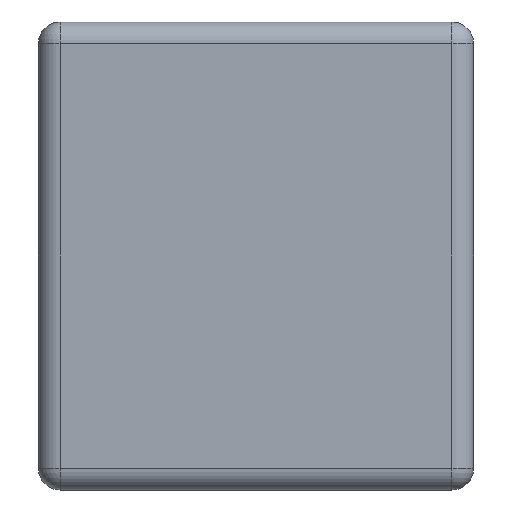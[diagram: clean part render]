
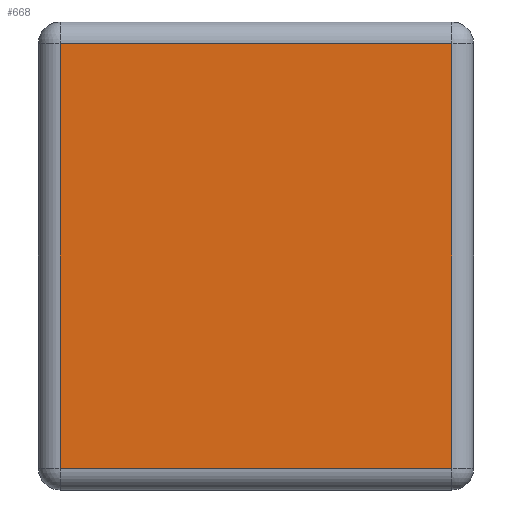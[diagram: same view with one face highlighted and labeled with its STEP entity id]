
A CAD part, left-side view. The second image highlights one B-rep face of the part: STEP entity #668.
In plain terms, the highlighted planar face has unit normal (-1, 0, 0).
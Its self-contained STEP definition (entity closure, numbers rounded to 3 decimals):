
#22=PLANE($,#737);
#38=LINE($,#1053,#94);
#40=LINE($,#1056,#96);
#45=LINE($,#1066,#101);
#51=LINE($,#1081,#107);
#94=VECTOR($,#829,1.8);
#96=VECTOR($,#833,1.95);
#101=VECTOR($,#844,1.95);
#107=VECTOR($,#860,1.8);
#184=FACE_OUTER_BOUND($,#230,.T.);
#230=EDGE_LOOP($,(#506,#507,#508,#509));
#303=VERTEX_POINT($,#1026);
#307=VERTEX_POINT($,#1035);
#309=VERTEX_POINT($,#1040);
#313=VERTEX_POINT($,#1049);
#370=EDGE_CURVE($,#309,#313,#38,.T.);
#372=EDGE_CURVE($,#313,#307,#40,.T.);
#378=EDGE_CURVE($,#303,#309,#45,.T.);
#386=EDGE_CURVE($,#307,#303,#51,.T.);
#506=ORIENTED_EDGE($,*,*,#370,.F.);
#507=ORIENTED_EDGE($,*,*,#378,.F.);
#508=ORIENTED_EDGE($,*,*,#386,.F.);
#509=ORIENTED_EDGE($,*,*,#372,.F.);
#668=ADVANCED_FACE($,(#184),#22,.T.);
#737=AXIS2_PLACEMENT_3D($,#1092,#873,#874);
#829=DIRECTION($,(0.,-1.,0.));
#833=DIRECTION($,(0.,0.,-1.));
#844=DIRECTION($,(0.,0.,1.));
#860=DIRECTION($,(0.,1.,0.));
#873=DIRECTION('center_axis',(-1.,0.,0.));
#874=DIRECTION('ref_axis',(0.,0.,1.));
#1026=CARTESIAN_POINT('',(-2.35,0.9,0.1));
#1035=CARTESIAN_POINT('',(-2.35,-0.9,0.1));
#1040=CARTESIAN_POINT('',(-2.35,0.9,2.05));
#1049=CARTESIAN_POINT('',(-2.35,-0.9,2.05));
#1053=CARTESIAN_POINT($,(-2.35,-0.508,2.05));
#1056=CARTESIAN_POINT($,(-2.35,-0.9,0.));
#1066=CARTESIAN_POINT($,(-2.35,0.9,0.));
#1081=CARTESIAN_POINT($,(-2.35,-0.508,0.1));
#1092=CARTESIAN_POINT('Origin',(-2.35,-1.015,0.));
